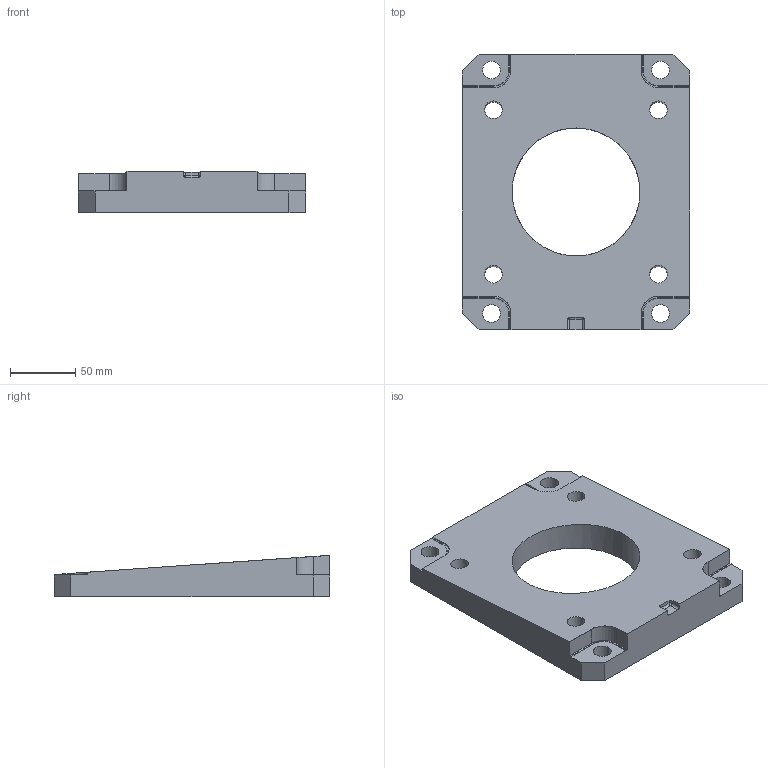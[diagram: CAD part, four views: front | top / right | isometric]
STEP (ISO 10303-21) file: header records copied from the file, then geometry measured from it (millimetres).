
FILE_DESCRIPTION((''),'2;1');
FILE_NAME('D30590','2011-01-12T',('sobri'),(''),'PRO/ENGINEER BY PARAMETRIC TECHNOLOGY CORPORATION, 2008010','PRO/ENGINEER BY PARAMETRIC TECHNOLOGY CORPORATION, 2008010','');
FILE_SCHEMA(('CONFIG_CONTROL_DESIGN'));
Length unit declared in the file: inch
Products named in the file (1): D30590
Bounding box: 174.62 x 211.93 x 31.85 mm (x, y, z)
Volume: 647994.2 mm3; surface area: 89190 mm2
Topology: 1 solids, 1 shells, 93 faces, 255 edges, 164 vertices
Faces by surface type: cylinder 47, plane 30, cone 8, torus 4, bspline 2, sphere 2
Entity records: 3282 total; most frequent: CARTESIAN_POINT 815, ORIENTED_EDGE 510, DIRECTION 505, EDGE_CURVE 255, AXIS2_PLACEMENT_3D 181, VERTEX_POINT 164, VECTOR 143, LINE 143
